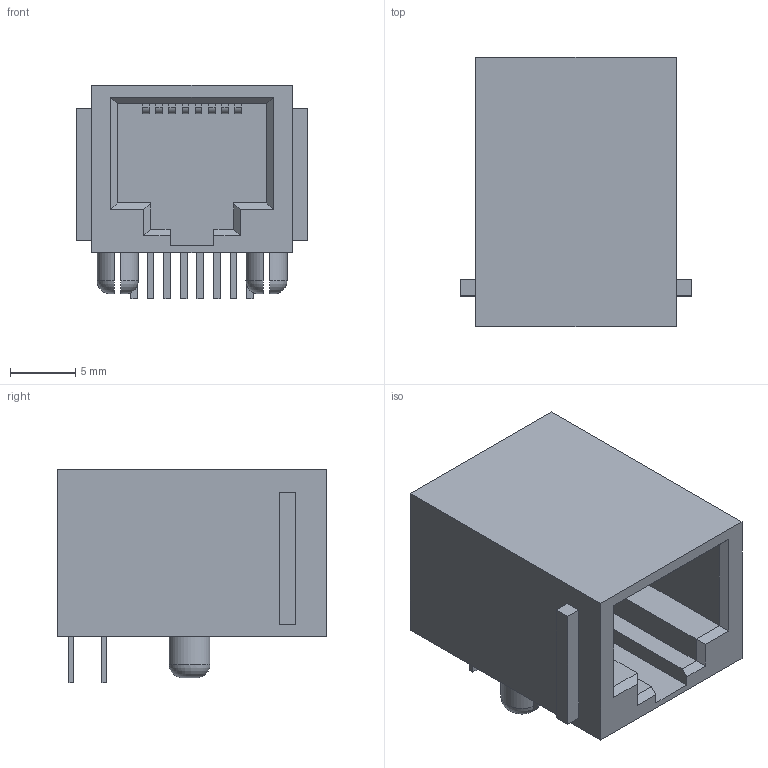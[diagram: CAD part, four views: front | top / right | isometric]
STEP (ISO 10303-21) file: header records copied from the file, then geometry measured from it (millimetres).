
FILE_DESCRIPTION(('FreeCAD Model'),'2;1');
FILE_NAME('RJ45_SS_6488_FLS_Stewart.step', '2022-01-31T11:03:37',('Author'),(''), 'Open CASCADE STEP processor 7.3','FreeCAD','Unknown');
FILE_SCHEMA(('AUTOMOTIVE_DESIGN { 1 0 10303 214 1 1 1 1 }'));
Length unit declared in the file: millimetre
Products named in the file (1): Body
Bounding box: 17.78 x 20.7 x 16.41 mm (x, y, z)
Volume: 2682.1 mm3; surface area: 2481.9 mm2
Topology: 1 solids, 1 shells, 152 faces, 369 edges, 240 vertices
Faces by surface type: plane 132, cylinder 14, revolution 6
Entity records: 10249 total; most frequent: CARTESIAN_POINT 2676, DIRECTION 1401, LINE 1007, VECTOR 1007, ORIENTED_EDGE 738, PCURVE 738, DEFINITIONAL_REPRESENTATION 738, EDGE_CURVE 369
